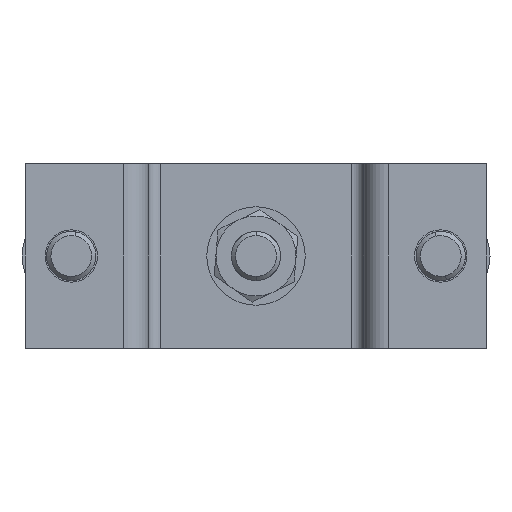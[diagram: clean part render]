
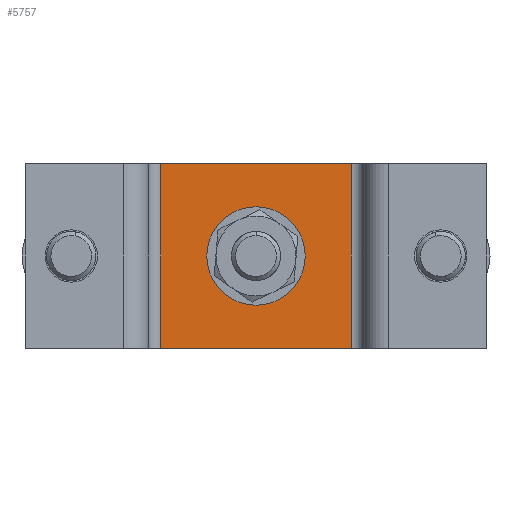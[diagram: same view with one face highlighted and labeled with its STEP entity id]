
A CAD part, front view. The second image highlights one B-rep face of the part: STEP entity #5757.
In plain terms, the highlighted planar face has unit normal (0, -1, 0).
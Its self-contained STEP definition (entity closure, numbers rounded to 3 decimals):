
#345 = EDGE_CURVE ( 'NONE', #921, #5317, #901, .T. ) ;
#361 = EDGE_LOOP ( 'NONE', ( #2055, #4130, #3383, #2367 ) ) ;
#459 = VECTOR ( 'NONE', #1822, 1000. ) ;
#557 = CARTESIAN_POINT ( 'NONE',  ( -17.5, 20., -15. ) ) ;
#574 = DIRECTION ( 'NONE',  ( 0., 0., -1. ) ) ;
#652 = CARTESIAN_POINT ( 'NONE',  ( -15.5, 20., 15. ) ) ;
#730 = VERTEX_POINT ( 'NONE', #5201 ) ;
#783 = VECTOR ( 'NONE', #5130, 1000. ) ;
#849 = CARTESIAN_POINT ( 'NONE',  ( -15.5, 20., -15. ) ) ;
#878 = CIRCLE ( 'NONE', #2695, 5.25 ) ;
#901 = LINE ( 'NONE', #4193, #3637 ) ;
#921 = VERTEX_POINT ( 'NONE', #2442 ) ;
#933 = DIRECTION ( 'NONE',  ( 0., 0., -1. ) ) ;
#1231 = EDGE_CURVE ( 'NONE', #730, #5653, #3688, .T. ) ;
#1277 = DIRECTION ( 'NONE',  ( 0., 0., 1. ) ) ;
#1282 = CARTESIAN_POINT ( 'NONE',  ( -17.5, 20., 15. ) ) ;
#1297 = EDGE_LOOP ( 'NONE', ( #2098, #5601 ) ) ;
#1466 = EDGE_CURVE ( 'NONE', #730, #921, #3927, .T. ) ;
#1627 = CARTESIAN_POINT ( 'NONE',  ( 0., 20., 0. ) ) ;
#1783 = PLANE ( 'NONE',  #4211 ) ;
#1822 = DIRECTION ( 'NONE',  ( 1., 0., 0. ) ) ;
#2055 = ORIENTED_EDGE ( 'NONE', *, *, #5682, .F. ) ;
#2098 = ORIENTED_EDGE ( 'NONE', *, *, #4535, .F. ) ;
#2104 = DIRECTION ( 'NONE',  ( 0., -1., 0. ) ) ;
#2367 = ORIENTED_EDGE ( 'NONE', *, *, #345, .T. ) ;
#2371 = DIRECTION ( 'NONE',  ( 1., 0., 0. ) ) ;
#2442 = CARTESIAN_POINT ( 'NONE',  ( 15.5, 20., -15. ) ) ;
#2632 = CARTESIAN_POINT ( 'NONE',  ( 15.5, 20., 15. ) ) ;
#2695 = AXIS2_PLACEMENT_3D ( 'NONE', #1627, #2104, #574 ) ;
#2718 = CARTESIAN_POINT ( 'NONE',  ( -5.25, 20., 0. ) ) ;
#2884 = CARTESIAN_POINT ( 'NONE',  ( 0., 20., 0. ) ) ;
#3246 = FACE_BOUND ( 'NONE', #1297, .T. ) ;
#3271 = DIRECTION ( 'NONE',  ( 0., 0., -1. ) ) ;
#3349 = VERTEX_POINT ( 'NONE', #2718 ) ;
#3383 = ORIENTED_EDGE ( 'NONE', *, *, #1466, .T. ) ;
#3637 = VECTOR ( 'NONE', #1277, 1000. ) ;
#3688 = LINE ( 'NONE', #849, #783 ) ;
#3748 = CARTESIAN_POINT ( 'NONE',  ( -17.5, 20., -15. ) ) ;
#3927 = LINE ( 'NONE', #557, #6243 ) ;
#4130 = ORIENTED_EDGE ( 'NONE', *, *, #1231, .F. ) ;
#4193 = CARTESIAN_POINT ( 'NONE',  ( 15.5, 20., -15. ) ) ;
#4211 = AXIS2_PLACEMENT_3D ( 'NONE', #3748, #5681, #3271 ) ;
#4535 = EDGE_CURVE ( 'NONE', #3349, #4595, #5035, .T. ) ;
#4595 = VERTEX_POINT ( 'NONE', #4967 ) ;
#4668 = EDGE_CURVE ( 'NONE', #4595, #3349, #878, .T. ) ;
#4967 = CARTESIAN_POINT ( 'NONE',  ( 5.25, 20., 0. ) ) ;
#5035 = CIRCLE ( 'NONE', #6035, 5.25 ) ;
#5130 = DIRECTION ( 'NONE',  ( 0., 0., 1. ) ) ;
#5201 = CARTESIAN_POINT ( 'NONE',  ( -15.5, 20., -15. ) ) ;
#5317 = VERTEX_POINT ( 'NONE', #2632 ) ;
#5601 = ORIENTED_EDGE ( 'NONE', *, *, #4668, .F. ) ;
#5653 = VERTEX_POINT ( 'NONE', #652 ) ;
#5681 = DIRECTION ( 'NONE',  ( 0., -1., 0. ) ) ;
#5682 = EDGE_CURVE ( 'NONE', #5653, #5317, #6129, .T. ) ;
#5757 = ADVANCED_FACE ( 'NONE', ( #3246, #6163 ), #1783, .T. ) ;
#5808 = DIRECTION ( 'NONE',  ( 0., -1., 0. ) ) ;
#6035 = AXIS2_PLACEMENT_3D ( 'NONE', #2884, #5808, #933 ) ;
#6129 = LINE ( 'NONE', #1282, #459 ) ;
#6163 = FACE_OUTER_BOUND ( 'NONE', #361, .T. ) ;
#6243 = VECTOR ( 'NONE', #2371, 1000. ) ;
